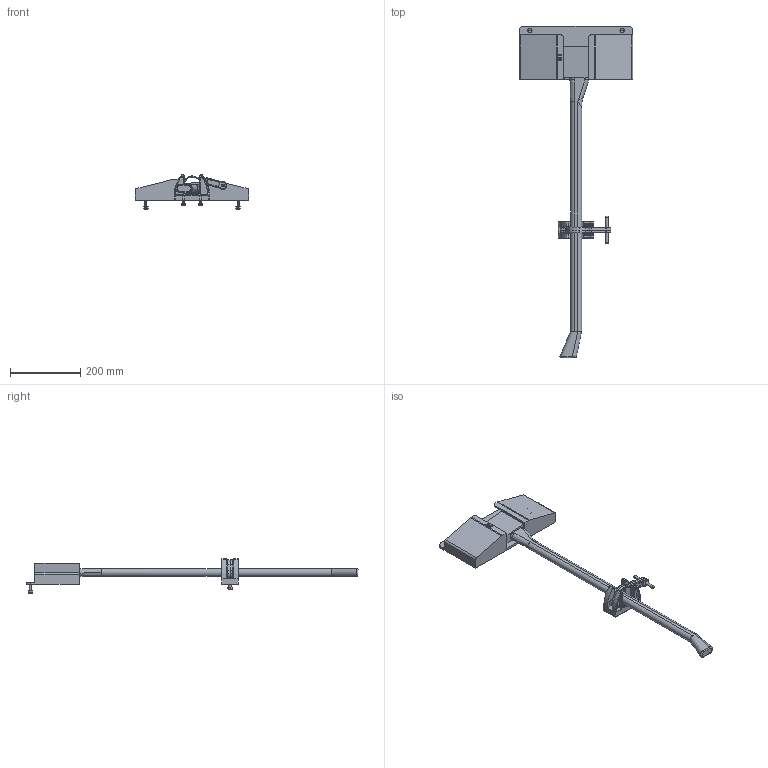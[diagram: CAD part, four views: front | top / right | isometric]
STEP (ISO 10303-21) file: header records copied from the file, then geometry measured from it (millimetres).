
FILE_DESCRIPTION (( 'STEP AP203' ), '1' );
FILE_NAME ('K5012.STEP', '2010-10-19T18:24:25', ( 'PAC' ), ( 'Microsoft' ), 'SwSTEP 2.0', 'SolidWorks 2010', '' );
FILE_SCHEMA (( 'CONFIG_CONTROL_DESIGN' ));
Products named in the file (12): 1004_In use; 1004 BASE; 1004  PIVOT PIN; 1004  PAD; 1004 STRAP (BLACK) - in use; 2032; 2032_10.375" apart; 2031_CR-FHMS 0.25-20x0.75x0.75-N; 2069LN_MSHXNUT 0.250-20-S-N; K5012; 1012; pickhead axe head
Assembly tree (17 placements, depth 3):
  K5012
    1012
    pickhead axe head
    1004_In use
      1004 BASE
      1004  PIVOT PIN
      1004  PAD
      1004 STRAP (BLACK) - in use
    2032_10.375" apart
      2031_CR-FHMS 0.25-20x0.75x0.75-N  x2
      2069LN_MSHXNUT 0.250-20-S-N  x2
    2032
      2031_CR-FHMS 0.25-20x0.75x0.75-N  x2
      2069LN_MSHXNUT 0.250-20-S-N  x2
Bounding box: 323.85 x 947.74 x 98.93 mm (x, y, z)
Volume: 1642377.7 mm3; surface area: 416389.8 mm2
Topology: 18 solids, 18 shells, 1271 faces, 3086 edges, 1906 vertices
Faces by surface type: plane 474, cylinder 437, torus 172, bspline 106, cone 72, sphere 10
Entity records: 48291 total; most frequent: CARTESIAN_POINT 20612, DIRECTION 5483, ORIENTED_EDGE 5468, EDGE_CURVE 2734, AXIS2_PLACEMENT_3D 2016, VERTEX_POINT 1710, VECTOR 1451, LINE 1451
